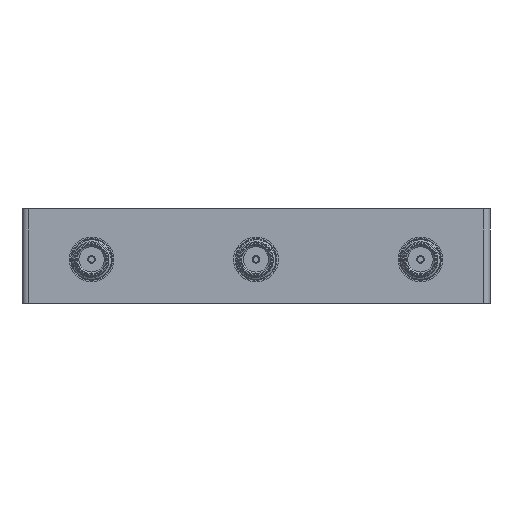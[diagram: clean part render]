
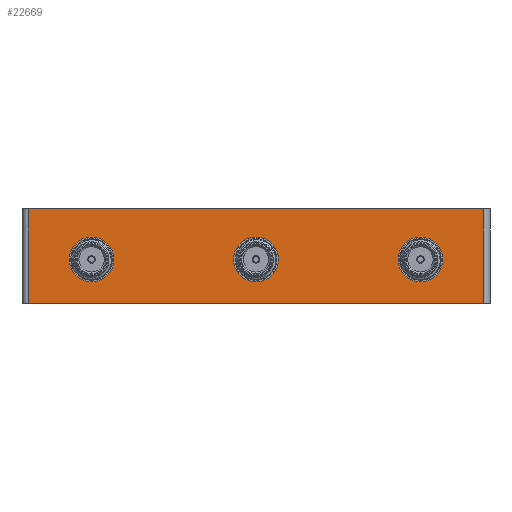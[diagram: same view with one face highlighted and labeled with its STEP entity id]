
A CAD part, front view. The second image highlights one B-rep face of the part: STEP entity #22669.
In plain terms, the highlighted planar face has unit normal (0, -1, 0).
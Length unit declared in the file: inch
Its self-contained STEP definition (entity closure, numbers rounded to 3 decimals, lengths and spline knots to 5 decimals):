
#384 = CARTESIAN_POINT ( 'NONE',  ( -1.02362, -1.33858, -0.01969 ) ) ;
#930 = DIRECTION ( 'NONE',  ( 1., 0., 0. ) ) ;
#1141 = EDGE_CURVE ( 'NONE', #18306, #11361, #32955, .T. ) ;
#1178 = ORIENTED_EDGE ( 'NONE', *, *, #6504, .F. ) ;
#1245 = VECTOR ( 'NONE', #930, 39.37008 ) ;
#1254 = EDGE_CURVE ( 'NONE', #33748, #9082, #31818, .T. ) ;
#1514 = VERTEX_POINT ( 'NONE', #6553 ) ;
#1798 = EDGE_LOOP ( 'NONE', ( #32357, #5585 ) ) ;
#1965 = CARTESIAN_POINT ( 'NONE',  ( -1.41669, -1.33858, 0.29528 ) ) ;
#2392 = DIRECTION ( 'NONE',  ( 0., 1., 0. ) ) ;
#2427 = CARTESIAN_POINT ( 'NONE',  ( 1.41669, -1.33858, 0.29528 ) ) ;
#3508 = AXIS2_PLACEMENT_3D ( 'NONE', #30429, #13159, #21427 ) ;
#3691 = EDGE_CURVE ( 'NONE', #33748, #1514, #18337, .T. ) ;
#3940 = EDGE_LOOP ( 'NONE', ( #30959, #34006 ) ) ;
#3948 = CARTESIAN_POINT ( 'NONE',  ( 0.88438, -1.33858, -0.01969 ) ) ;
#4037 = AXIS2_PLACEMENT_3D ( 'NONE', #33289, #2392, #17623 ) ;
#4164 = CARTESIAN_POINT ( 'NONE',  ( 0., -1.33858, -0.01969 ) ) ;
#4663 = DIRECTION ( 'NONE',  ( 0., -1., 0. ) ) ;
#4745 = ORIENTED_EDGE ( 'NONE', *, *, #22575, .T. ) ;
#5579 = CARTESIAN_POINT ( 'NONE',  ( -1.41669, -1.33858, 0.29528 ) ) ;
#5585 = ORIENTED_EDGE ( 'NONE', *, *, #30431, .F. ) ;
#5602 = EDGE_CURVE ( 'NONE', #34133, #27236, #23022, .T. ) ;
#5804 = EDGE_CURVE ( 'NONE', #10453, #23662, #14206, .T. ) ;
#6504 = EDGE_CURVE ( 'NONE', #23662, #10453, #11279, .T. ) ;
#6553 = CARTESIAN_POINT ( 'NONE',  ( -1.41669, -1.33858, -0.29528 ) ) ;
#9082 = VERTEX_POINT ( 'NONE', #2427 ) ;
#10261 = DIRECTION ( 'NONE',  ( 0., 0., -1. ) ) ;
#10453 = VERTEX_POINT ( 'NONE', #36338 ) ;
#11279 = CIRCLE ( 'NONE', #25346, 0.13924 ) ;
#11361 = VERTEX_POINT ( 'NONE', #35808 ) ;
#12423 = ORIENTED_EDGE ( 'NONE', *, *, #5804, .F. ) ;
#12543 = DIRECTION ( 'NONE',  ( 1., 0., 0. ) ) ;
#13159 = DIRECTION ( 'NONE',  ( 0., -1., 0. ) ) ;
#14206 = CIRCLE ( 'NONE', #27724, 0.13924 ) ;
#16163 = DIRECTION ( 'NONE',  ( 0., -1., 0. ) ) ;
#16372 = LINE ( 'NONE', #25178, #18145 ) ;
#16464 = EDGE_CURVE ( 'NONE', #1514, #27071, #18336, .T. ) ;
#16906 = DIRECTION ( 'NONE',  ( 0., 0., 1. ) ) ;
#17623 = DIRECTION ( 'NONE',  ( 1., 0., 0. ) ) ;
#18145 = VECTOR ( 'NONE', #16906, 39.37008 ) ;
#18300 = CIRCLE ( 'NONE', #24161, 0.13924 ) ;
#18306 = VERTEX_POINT ( 'NONE', #32704 ) ;
#18336 = LINE ( 'NONE', #29551, #32180 ) ;
#18337 = LINE ( 'NONE', #5579, #33042 ) ;
#18870 = DIRECTION ( 'NONE',  ( 0., -1., 0. ) ) ;
#18942 = FACE_BOUND ( 'NONE', #1798, .T. ) ;
#19682 = DIRECTION ( 'NONE',  ( 0., -1., 0. ) ) ;
#21279 = DIRECTION ( 'NONE',  ( 1., 0., 0. ) ) ;
#21427 = DIRECTION ( 'NONE',  ( 1., 0., 0. ) ) ;
#22575 = EDGE_CURVE ( 'NONE', #27071, #9082, #16372, .T. ) ;
#22669 = ADVANCED_FACE ( 'NONE', ( #24459, #35694, #18942, #30163 ), #27576, .F. ) ;
#23022 = CIRCLE ( 'NONE', #23607, 0.13924 ) ;
#23607 = AXIS2_PLACEMENT_3D ( 'NONE', #32584, #23936, #12543 ) ;
#23662 = VERTEX_POINT ( 'NONE', #34176 ) ;
#23936 = DIRECTION ( 'NONE',  ( 0., -1., 0. ) ) ;
#24039 = DIRECTION ( 'NONE',  ( 1., 0., 0. ) ) ;
#24161 = AXIS2_PLACEMENT_3D ( 'NONE', #35665, #16163, #30312 ) ;
#24459 = FACE_BOUND ( 'NONE', #3940, .T. ) ;
#25155 = EDGE_CURVE ( 'NONE', #27236, #34133, #35259, .T. ) ;
#25175 = ORIENTED_EDGE ( 'NONE', *, *, #3691, .T. ) ;
#25178 = CARTESIAN_POINT ( 'NONE',  ( 1.41669, -1.33858, 0.29528 ) ) ;
#25346 = AXIS2_PLACEMENT_3D ( 'NONE', #4164, #18870, #21279 ) ;
#26297 = CARTESIAN_POINT ( 'NONE',  ( -1.45669, -1.33858, 0.29528 ) ) ;
#27071 = VERTEX_POINT ( 'NONE', #28640 ) ;
#27236 = VERTEX_POINT ( 'NONE', #3948 ) ;
#27576 = PLANE ( 'NONE',  #4037 ) ;
#27724 = AXIS2_PLACEMENT_3D ( 'NONE', #35584, #4663, #29858 ) ;
#28008 = EDGE_LOOP ( 'NONE', ( #1178, #12423 ) ) ;
#28640 = CARTESIAN_POINT ( 'NONE',  ( 1.41669, -1.33858, -0.29528 ) ) ;
#29551 = CARTESIAN_POINT ( 'NONE',  ( -1.45669, -1.33858, -0.29528 ) ) ;
#29858 = DIRECTION ( 'NONE',  ( 1., 0., 0. ) ) ;
#30163 = FACE_OUTER_BOUND ( 'NONE', #35494, .T. ) ;
#30312 = DIRECTION ( 'NONE',  ( 1., 0., 0. ) ) ;
#30429 = CARTESIAN_POINT ( 'NONE',  ( 1.02362, -1.33858, -0.01969 ) ) ;
#30431 = EDGE_CURVE ( 'NONE', #11361, #18306, #18300, .T. ) ;
#30742 = DIRECTION ( 'NONE',  ( 1., 0., 0. ) ) ;
#30959 = ORIENTED_EDGE ( 'NONE', *, *, #5602, .F. ) ;
#31055 = ORIENTED_EDGE ( 'NONE', *, *, #16464, .T. ) ;
#31554 = ORIENTED_EDGE ( 'NONE', *, *, #1254, .F. ) ;
#31818 = LINE ( 'NONE', #26297, #1245 ) ;
#32180 = VECTOR ( 'NONE', #24039, 39.37008 ) ;
#32357 = ORIENTED_EDGE ( 'NONE', *, *, #1141, .F. ) ;
#32584 = CARTESIAN_POINT ( 'NONE',  ( 1.02362, -1.33858, -0.01969 ) ) ;
#32704 = CARTESIAN_POINT ( 'NONE',  ( -0.88438, -1.33858, -0.01969 ) ) ;
#32955 = CIRCLE ( 'NONE', #33566, 0.13924 ) ;
#33042 = VECTOR ( 'NONE', #10261, 39.37008 ) ;
#33289 = CARTESIAN_POINT ( 'NONE',  ( -1.45669, -1.33858, 0.29528 ) ) ;
#33566 = AXIS2_PLACEMENT_3D ( 'NONE', #384, #19682, #30742 ) ;
#33748 = VERTEX_POINT ( 'NONE', #1965 ) ;
#34006 = ORIENTED_EDGE ( 'NONE', *, *, #25155, .F. ) ;
#34133 = VERTEX_POINT ( 'NONE', #34418 ) ;
#34176 = CARTESIAN_POINT ( 'NONE',  ( 0.13924, -1.33858, -0.01969 ) ) ;
#34418 = CARTESIAN_POINT ( 'NONE',  ( 1.16286, -1.33858, -0.01969 ) ) ;
#35259 = CIRCLE ( 'NONE', #3508, 0.13924 ) ;
#35494 = EDGE_LOOP ( 'NONE', ( #31055, #4745, #31554, #25175 ) ) ;
#35584 = CARTESIAN_POINT ( 'NONE',  ( 0., -1.33858, -0.01969 ) ) ;
#35665 = CARTESIAN_POINT ( 'NONE',  ( -1.02362, -1.33858, -0.01969 ) ) ;
#35694 = FACE_BOUND ( 'NONE', #28008, .T. ) ;
#35808 = CARTESIAN_POINT ( 'NONE',  ( -1.16286, -1.33858, -0.01969 ) ) ;
#36338 = CARTESIAN_POINT ( 'NONE',  ( -0.13924, -1.33858, -0.01969 ) ) ;
